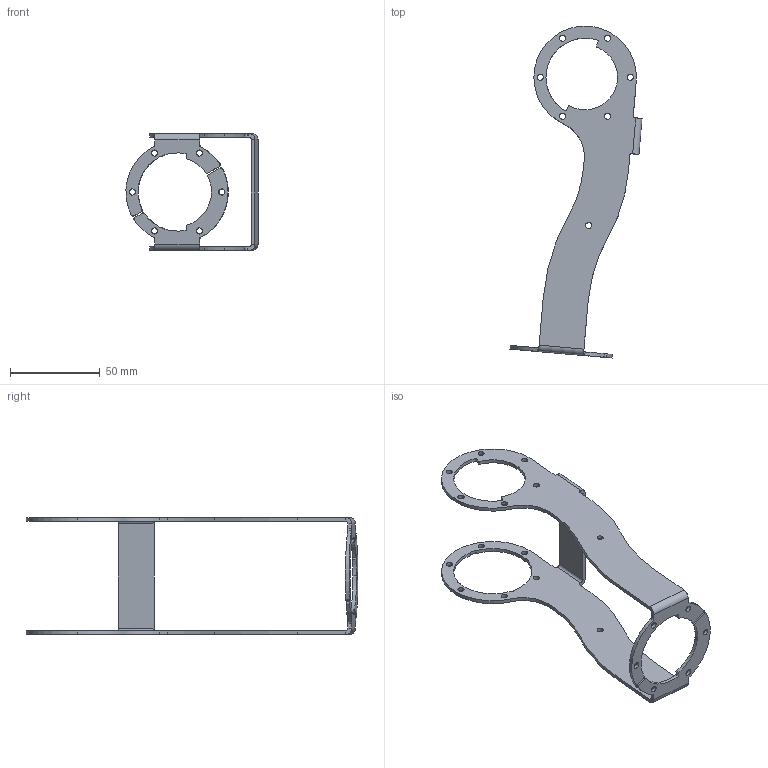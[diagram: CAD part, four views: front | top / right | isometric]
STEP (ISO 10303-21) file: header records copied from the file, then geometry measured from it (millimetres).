
FILE_DESCRIPTION (( 'STEP AP214' ), '1' );
FILE_NAME ('J4_A.STEP', '2025-08-20T01:21:51', ( '' ), ( '' ), 'SwSTEP 2.0', 'SolidWorks 2025', '' );
FILE_SCHEMA (( 'AUTOMOTIVE_DESIGN' ));
Length unit declared in the file: millimetre
Products named in the file (1): J4_A
Bounding box: 73.4 x 184.4 x 65 mm (x, y, z)
Volume: 23369 mm3; surface area: 26791.7 mm2
Topology: 1 solids, 1 shells, 168 faces, 470 edges, 304 vertices
Faces by surface type: cylinder 124, plane 44
Entity records: 5609 total; most frequent: DIRECTION 1056, CARTESIAN_POINT 943, ORIENTED_EDGE 940, EDGE_CURVE 470, AXIS2_PLACEMENT_3D 417, VERTEX_POINT 304, CIRCLE 248, LINE 222
